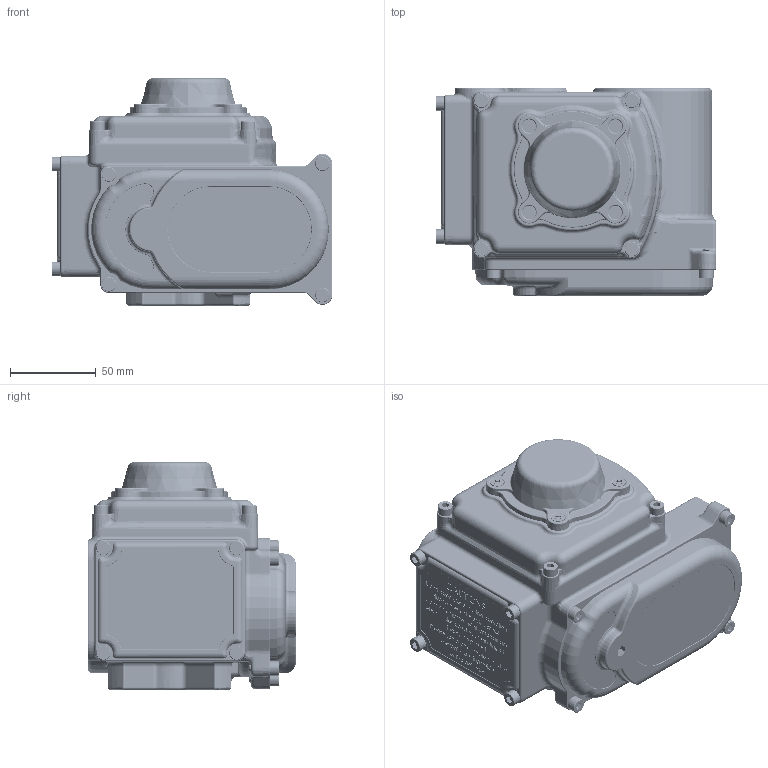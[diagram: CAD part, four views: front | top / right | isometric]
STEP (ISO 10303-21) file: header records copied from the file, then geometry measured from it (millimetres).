
FILE_DESCRIPTION (( 'STEP AP203' ), '1' );
FILE_NAME ('KE010.STEP', '2016-01-04T07:42:20', ( '' ), ( '' ), 'SwSTEP 2.0', 'SolidWorks 2015', '' );
FILE_SCHEMA (( 'CONFIG_CONTROL_DESIGN' ));
Products named in the file (10): KE010-0060 鐘お煤 夢蝶 醴幗 (Rev.0); KE010-0460 TM15 3P 釭餌 (Rev.0); KE010-0760 孺紫辦 (Rev.1); KE010-0210 皋牢 箕橇飘 (Rev.1); 憮蝶 嶸舒 溶雖 獐お M5X12; ｼｭｽｺ ｽﾊﾀﾚ ﾁ｢ｽﾃ ｸﾓｸｮ ｺｼﾆｮ M4X10; KE010-0010 晦橫 夢蝶 夥蛤 (Rev.2); KE010; KE010-0030 晦橫 夢蝶 醴幗 (Rev.2); KE010-0040 馨檜綰 夢蝶 醴幗 (Rev.2)
Assembly tree (23 placements, depth 2):
  KE010
    KE010-0010 晦橫 夢蝶 夥蛤 (Rev.2)
    KE010-0030 晦橫 夢蝶 醴幗 (Rev.2)
    KE010-0040 馨檜綰 夢蝶 醴幗 (Rev.2)
    KE010-0060 鐘お煤 夢蝶 醴幗 (Rev.0)
    KE010-0460 TM15 3P 釭餌 (Rev.0)
    KE010-0760 孺紫辦 (Rev.1)
    KE010-0210 皋牢 箕橇飘 (Rev.1)
    憮蝶 嶸舒 溶雖 獐お M5X12  x12
    ｼｭｽｺ ｽﾊﾀﾚ ﾁ｢ｽﾃ ｸﾓｸｮ ｺｼﾆｮ M4X10  x4
Bounding box: 163.4 x 121.2 x 132.5 mm (x, y, z)
Volume: 1525336.2 mm3; surface area: 174699.2 mm2
Topology: 23 solids, 31 shells, 4743 faces, 12323 edges, 7907 vertices
Faces by surface type: plane 1742, bspline 1619, cylinder 874, torus 288, cone 172, sphere 48
Entity records: 203495 total; most frequent: CARTESIAN_POINT 114122, ORIENTED_EDGE 20790, DIRECTION 13563, EDGE_CURVE 10395, VERTEX_POINT 6693, LINE 5481, VECTOR 5481, EDGE_LOOP 4436
